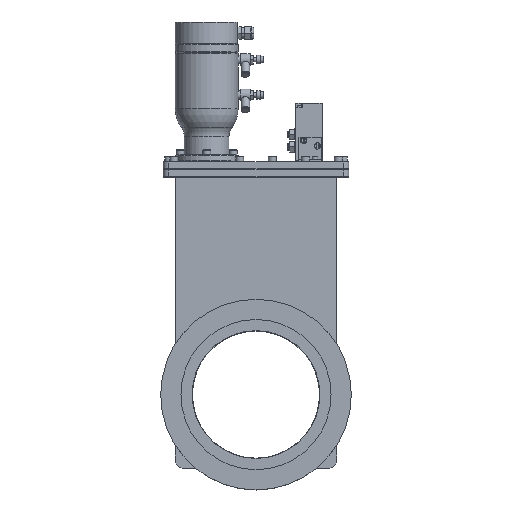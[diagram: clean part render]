
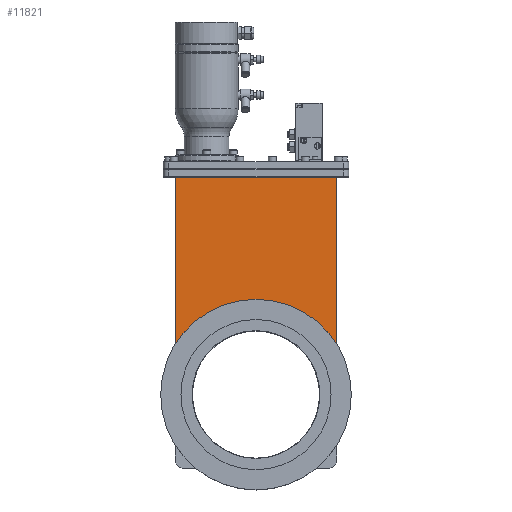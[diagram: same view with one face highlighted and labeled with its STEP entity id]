
A CAD part, top view. The second image highlights one B-rep face of the part: STEP entity #11821.
In plain terms, the highlighted planar face has unit normal (0, 0, 1).
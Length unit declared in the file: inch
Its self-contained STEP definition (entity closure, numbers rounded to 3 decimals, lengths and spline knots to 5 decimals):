
#2229=DIRECTION('',(0.,-1.,0.));
#2230=VECTOR('',#2229,7.90818);
#2231=CARTESIAN_POINT('',(3.805,10.273,0.7025));
#2232=LINE('',#2231,#2230);
#2233=CARTESIAN_POINT('',(0.,0.,0.7025));
#2234=DIRECTION('',(0.,0.,-1.));
#2235=DIRECTION('',(0.,1.,0.));
#2236=AXIS2_PLACEMENT_3D('',#2233,#2234,#2235);
#2238=CARTESIAN_POINT('',(0.,0.,0.7025));
#2239=DIRECTION('',(0.,0.,1.));
#2240=DIRECTION('',(0.,1.,0.));
#2241=AXIS2_PLACEMENT_3D('',#2238,#2239,#2240);
#2243=DIRECTION('',(0.,1.,0.));
#2244=VECTOR('',#2243,7.90818);
#2245=CARTESIAN_POINT('',(-3.805,2.36482,0.7025));
#2246=LINE('',#2245,#2244);
#2247=DIRECTION('',(1.,0.,0.));
#2248=VECTOR('',#2247,7.61);
#2249=CARTESIAN_POINT('',(-3.805,10.273,0.7025));
#2250=LINE('',#2249,#2248);
#7087=CARTESIAN_POINT('',(-3.805,10.273,0.7025));
#7088=CARTESIAN_POINT('',(3.805,10.273,0.7025));
#7089=VERTEX_POINT('',#7087);
#7090=VERTEX_POINT('',#7088);
#8305=CARTESIAN_POINT('',(3.805,2.36482,0.7025));
#8307=VERTEX_POINT('',#8305);
#8316=CARTESIAN_POINT('',(-3.805,2.36482,0.7025));
#8318=VERTEX_POINT('',#8316);
#8341=CARTESIAN_POINT('',(0.,4.48,0.7025));
#8342=VERTEX_POINT('',#8341);
#11809=CARTESIAN_POINT('',(0.,0.,0.7025));
#11810=DIRECTION('',(0.,0.,1.));
#11811=DIRECTION('',(1.,0.,0.));
#11812=AXIS2_PLACEMENT_3D('',#11809,#11810,#11811);
#11813=PLANE('',#11812);
#11814=ORIENTED_EDGE('',*,*,#11018,.T.);
#11815=ORIENTED_EDGE('',*,*,#11804,.F.);
#11816=ORIENTED_EDGE('',*,*,#11730,.T.);
#11817=ORIENTED_EDGE('',*,*,#10804,.T.);
#11818=ORIENTED_EDGE('',*,*,#10678,.T.);
#11819=EDGE_LOOP('',(#11814,#11815,#11816,#11817,#11818));
#11820=FACE_OUTER_BOUND('',#11819,.F.);
#2237=CIRCLE('',#2236,4.48);
#2242=CIRCLE('',#2241,4.48);
#10678=EDGE_CURVE('',#7089,#7090,#2250,.T.);
#10804=EDGE_CURVE('',#8318,#7089,#2246,.T.);
#11018=EDGE_CURVE('',#7090,#8307,#2232,.T.);
#11730=EDGE_CURVE('',#8342,#8318,#2242,.T.);
#11804=EDGE_CURVE('',#8342,#8307,#2237,.T.);
#11821=ADVANCED_FACE('',(#11820),#11813,.T.);
